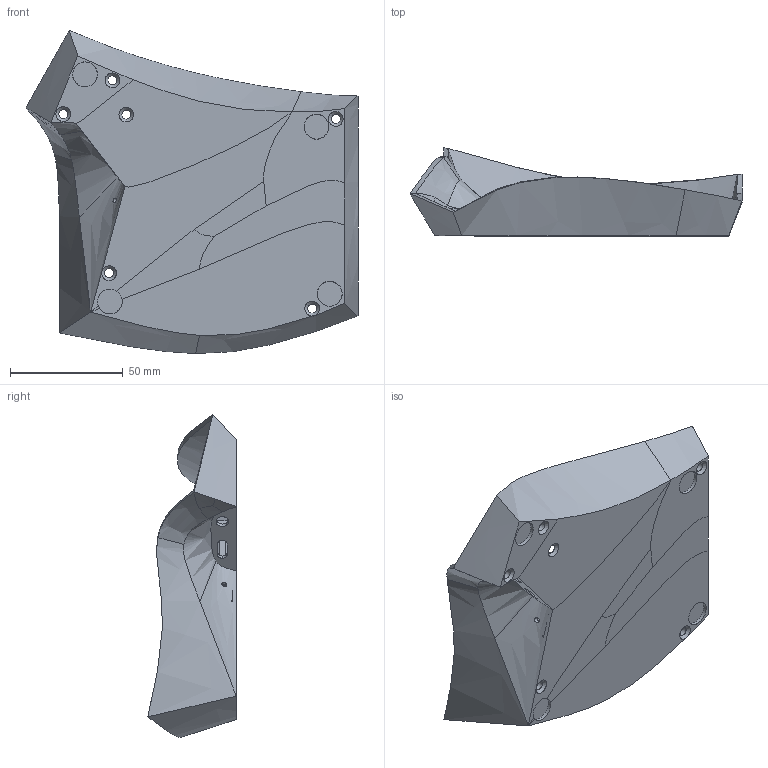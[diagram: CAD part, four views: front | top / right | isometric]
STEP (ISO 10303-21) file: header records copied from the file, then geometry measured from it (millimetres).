
FILE_DESCRIPTION(/* description */ (''),/* implementation_level */ '2;1');
FILE_NAME(/* name */ '4x6_bottom_wired.step',/* time_stamp */ '2024-09-14T21:05:16+03:00',/* author */ (''),/* organization */ (''),/* preprocessor_version */ 'ST-DEVELOPER v20',/* originating_system */ 'Autodesk Translation Framework v13.14.0.145',/* authorisation */ '');
FILE_SCHEMA (('AUTOMOTIVE_DESIGN { 1 0 10303 214 3 1 1 }'));
Length unit declared in the file: millimetre
Products named in the file (4): 4x6; Thumb cluster; reset switch holder; controller holder wired
Assembly tree (3 placements, depth 2):
  4x6
    Thumb cluster
    reset switch holder
    controller holder wired
Bounding box: 146.94 x 39.1 x 143 mm (x, y, z)
Volume: 44646.2 mm3; surface area: 52116.5 mm2
Topology: 5 solids, 5 shells, 449 faces, 1143 edges, 748 vertices
Faces by surface type: bspline 336, plane 73, cylinder 26, cone 14
Full cylindrical faces by diameter (mm): 2 x1, 4 x7, 5.5 x1, 10 x3, 11 x4
Entity records: 29680 total; most frequent: CARTESIAN_POINT 20966, ORIENTED_EDGE 2286, EDGE_CURVE 1143, DIRECTION 781, VERTEX_POINT 748, B_SPLINE_CURVE_WITH_KNOTS 678, EDGE_LOOP 515, FACE_OUTER_BOUND 449
